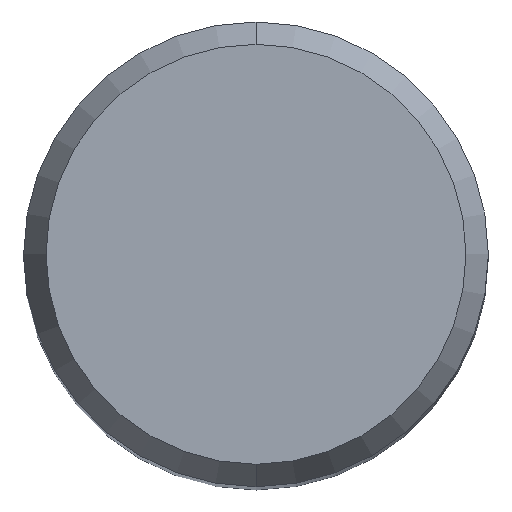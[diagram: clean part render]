
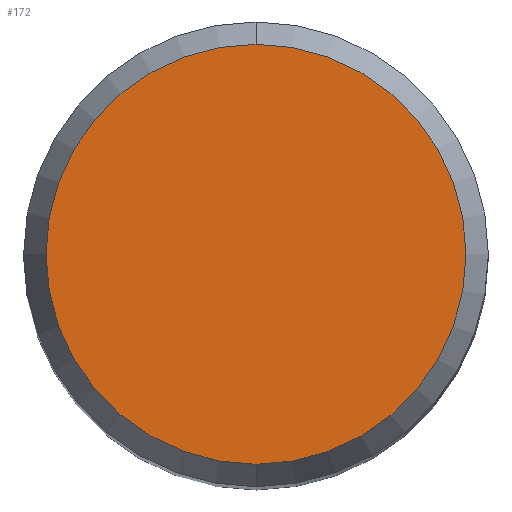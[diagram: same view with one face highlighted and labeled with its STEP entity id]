
A CAD part, top view. The second image highlights one B-rep face of the part: STEP entity #172.
In plain terms, the highlighted planar face has unit normal (0, 0, 1).
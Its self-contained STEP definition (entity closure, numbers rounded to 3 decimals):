
#98=VERTEX_POINT('',#236);
#124=EDGE_CURVE('',#156,#98,#267,.T.);
#156=VERTEX_POINT('',#303);
#172=ADVANCED_FACE('',(#319),#320,.T.);
#194=EDGE_CURVE('',#98,#156,#346,.T.);
#236=CARTESIAN_POINT('',(0.0,4.304,0.01));
#267=CIRCLE('',#419,4.304);
#303=CARTESIAN_POINT('',(0.,-4.304,0.01));
#319=FACE_OUTER_BOUND('',#487,.T.);
#320=PLANE('',#488);
#346=CIRCLE('',#521,4.304);
#419=AXIS2_PLACEMENT_3D('',#600,#601,#602);
#487=EDGE_LOOP('',(#657,#658));
#488=AXIS2_PLACEMENT_3D('',#659,#660,#661);
#521=AXIS2_PLACEMENT_3D('',#694,#695,#696);
#600=CARTESIAN_POINT('',(0.0,0.0,0.01));
#601=DIRECTION('',(0.0,0.0,-1.0));
#602=DIRECTION('',(0.0,1.0,0.0));
#657=ORIENTED_EDGE('',*,*,#194,.F.);
#658=ORIENTED_EDGE('',*,*,#124,.F.);
#659=CARTESIAN_POINT('',(0.0,2.152,0.01));
#660=DIRECTION('',(-0.0,0.0,1.0));
#661=DIRECTION('',(0.0,-1.0,0.0));
#694=CARTESIAN_POINT('',(0.0,0.0,0.01));
#695=DIRECTION('',(0.0,0.0,-1.0));
#696=DIRECTION('',(0.0,1.0,0.0));
